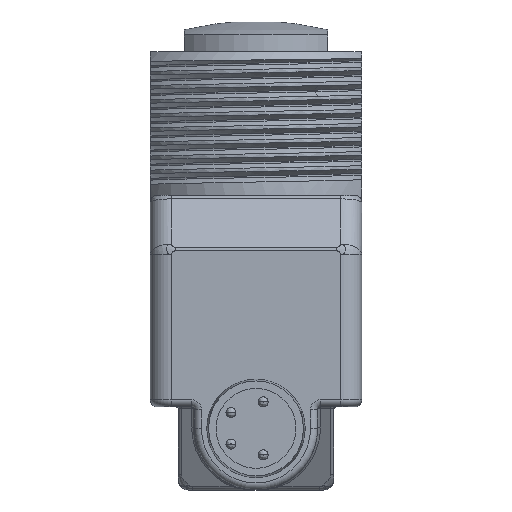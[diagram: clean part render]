
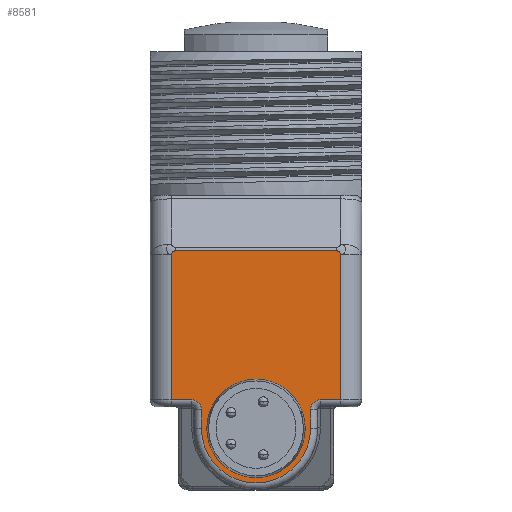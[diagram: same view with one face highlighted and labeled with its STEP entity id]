
A CAD part, front view. The second image highlights one B-rep face of the part: STEP entity #8581.
In plain terms, the highlighted planar face has unit normal (0, -1, 0).
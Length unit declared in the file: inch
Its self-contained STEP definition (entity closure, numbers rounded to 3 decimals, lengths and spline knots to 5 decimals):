
#533=DIRECTION('',(0.,0.,-1.));
#534=VECTOR('',#533,0.40544);
#535=CARTESIAN_POINT('',(-0.23622,-0.67913,
0.13772));
#536=LINE('',#535,#534);
#546=CARTESIAN_POINT('',(-0.23622,-0.67913,
0.13772));
#547=CARTESIAN_POINT('',(-0.23608,-0.67913,
0.14281));
#548=CARTESIAN_POINT('',(-0.23076,-0.67913,
0.14827));
#549=CARTESIAN_POINT('',(-0.22567,-0.67913,
0.14827));
#551=CARTESIAN_POINT('',(0.23622,-0.67913,
0.13772));
#552=CARTESIAN_POINT('',(0.23608,-0.67913,
0.14281));
#553=CARTESIAN_POINT('',(0.23076,-0.67913,
0.14827));
#554=CARTESIAN_POINT('',(0.22567,-0.67913,
0.14827));
#556=CARTESIAN_POINT('',(0.,-0.67913,-0.34764));
#557=DIRECTION('',(0.,-1.,0.));
#558=DIRECTION('',(1.,0.,0.));
#559=AXIS2_PLACEMENT_3D('',#556,#557,#558);
#561=CARTESIAN_POINT('',(0.,-0.67913,-0.34764));
#562=DIRECTION('',(0.,-1.,0.));
#563=DIRECTION('',(-1.,0.,0.));
#564=AXIS2_PLACEMENT_3D('',#561,#562,#563);
#570=DIRECTION('',(0.,0.,1.));
#571=VECTOR('',#570,0.40544);
#572=CARTESIAN_POINT('',(0.23622,-0.67913,
-0.26772));
#573=LINE('',#572,#571);
#1305=CARTESIAN_POINT('',(-0.17992,-0.67913,
-0.29528));
#1306=DIRECTION('',(0.,-1.,0.));
#1307=DIRECTION('',(1.,0.,0.));
#1308=AXIS2_PLACEMENT_3D('',#1305,#1306,#1307);
#1319=DIRECTION('',(-1.,0.,0.));
#1320=VECTOR('',#1319,0.0563);
#1321=CARTESIAN_POINT('',(-0.17992,-0.67913,
-0.26772));
#1322=LINE('',#1321,#1320);
#1360=DIRECTION('',(0.,0.,1.));
#1361=VECTOR('',#1360,0.05236);
#1362=CARTESIAN_POINT('',(-0.15236,-0.67913,
-0.34764));
#1363=LINE('',#1362,#1361);
#1378=CARTESIAN_POINT('',(0.,-0.67913,-0.34764));
#1379=DIRECTION('',(0.,1.,0.));
#1380=DIRECTION('',(1.,0.,0.));
#1381=AXIS2_PLACEMENT_3D('',#1378,#1379,#1380);
#1392=DIRECTION('',(0.,0.,-1.));
#1393=VECTOR('',#1392,0.05236);
#1394=CARTESIAN_POINT('',(0.15236,-0.67913,
-0.29528));
#1395=LINE('',#1394,#1393);
#1423=CARTESIAN_POINT('',(0.17992,-0.67913,
-0.29528));
#1424=DIRECTION('',(0.,-1.,0.));
#1425=DIRECTION('',(0.,0.,1.));
#1426=AXIS2_PLACEMENT_3D('',#1423,#1424,#1425);
#1437=DIRECTION('',(-1.,0.,0.));
#1438=VECTOR('',#1437,0.0563);
#1439=CARTESIAN_POINT('',(0.23622,-0.67913,
-0.26772));
#1440=LINE('',#1439,#1438);
#6562=DIRECTION('',(-1.,0.,0.));
#6563=VECTOR('',#6562,0.45134);
#6564=CARTESIAN_POINT('',(0.22567,-0.67913,
0.14827));
#6565=LINE('',#6564,#6563);
#7304=VERTEX_POINT('',#551);
#7305=VERTEX_POINT('',#554);
#7311=CARTESIAN_POINT('',(-0.22567,-0.67913,
0.14827));
#7312=VERTEX_POINT('',#7311);
#7313=VERTEX_POINT('',#546);
#8035=CARTESIAN_POINT('',(-0.23622,-0.67913,
-0.26772));
#8036=VERTEX_POINT('',#8035);
#8039=CARTESIAN_POINT('',(-0.17992,-0.67913,
-0.26772));
#8040=VERTEX_POINT('',#8039);
#8043=CARTESIAN_POINT('',(-0.15236,-0.67913,
-0.29528));
#8044=VERTEX_POINT('',#8043);
#8047=CARTESIAN_POINT('',(-0.15236,-0.67913,
-0.34764));
#8048=VERTEX_POINT('',#8047);
#8051=CARTESIAN_POINT('',(0.15236,-0.67913,
-0.34764));
#8052=VERTEX_POINT('',#8051);
#8055=CARTESIAN_POINT('',(0.15236,-0.67913,
-0.29528));
#8056=VERTEX_POINT('',#8055);
#8059=CARTESIAN_POINT('',(0.17992,-0.67913,
-0.26772));
#8060=VERTEX_POINT('',#8059);
#8063=CARTESIAN_POINT('',(0.23622,-0.67913,
-0.26772));
#8064=VERTEX_POINT('',#8063);
#8158=CARTESIAN_POINT('',(0.1275,-0.67913,-0.34764));
#8159=CARTESIAN_POINT('',(-0.1275,-0.67913,-0.34764));
#8160=VERTEX_POINT('',#8158);
#8161=VERTEX_POINT('',#8159);
#8545=CARTESIAN_POINT('',(-0.29528,-0.67913,0.));
#8546=DIRECTION('',(0.,-1.,0.));
#8547=DIRECTION('',(1.,0.,0.));
#8548=AXIS2_PLACEMENT_3D('',#8545,#8546,#8547);
#8549=PLANE('',#8548);
#8551=ORIENTED_EDGE('',*,*,#8550,.F.);
#8553=ORIENTED_EDGE('',*,*,#8552,.T.);
#8555=ORIENTED_EDGE('',*,*,#8554,.T.);
#8557=ORIENTED_EDGE('',*,*,#8556,.T.);
#8559=ORIENTED_EDGE('',*,*,#8558,.T.);
#8561=ORIENTED_EDGE('',*,*,#8560,.T.);
#8563=ORIENTED_EDGE('',*,*,#8562,.T.);
#8565=ORIENTED_EDGE('',*,*,#8564,.T.);
#8566=ORIENTED_EDGE('',*,*,#8535,.F.);
#8568=ORIENTED_EDGE('',*,*,#8567,.T.);
#8570=ORIENTED_EDGE('',*,*,#8569,.F.);
#8572=ORIENTED_EDGE('',*,*,#8571,.F.);
#8573=EDGE_LOOP('',(#8551,#8553,#8555,#8557,#8559,#8561,#8563,#8565,#8566,#8568,
#8570,#8572));
#8574=FACE_OUTER_BOUND('',#8573,.F.);
#8576=ORIENTED_EDGE('',*,*,#8575,.T.);
#8578=ORIENTED_EDGE('',*,*,#8577,.T.);
#8579=EDGE_LOOP('',(#8576,#8578));
#8580=FACE_BOUND('',#8579,.F.);
#8581=ADVANCED_FACE('',(#8574,#8580),#8549,.T.);
#550=B_SPLINE_CURVE_WITH_KNOTS('',3,(#546,#547,#548,#549),.UNSPECIFIED.,.F.,.F.,
(4,4),(0.,1.),.UNSPECIFIED.);
#555=B_SPLINE_CURVE_WITH_KNOTS('',3,(#551,#552,#553,#554),.UNSPECIFIED.,.F.,.F.,
(4,4),(0.,1.),.UNSPECIFIED.);
#560=CIRCLE('',#559,0.1275);
#565=CIRCLE('',#564,0.1275);
#1309=CIRCLE('',#1308,0.02756);
#1382=CIRCLE('',#1381,0.15236);
#1427=CIRCLE('',#1426,0.02756);
#8535=EDGE_CURVE('',#7313,#8036,#536,.T.);
#8550=EDGE_CURVE('',#8064,#7304,#573,.T.);
#8552=EDGE_CURVE('',#8064,#8060,#1440,.T.);
#8554=EDGE_CURVE('',#8060,#8056,#1427,.T.);
#8556=EDGE_CURVE('',#8056,#8052,#1395,.T.);
#8558=EDGE_CURVE('',#8052,#8048,#1382,.T.);
#8560=EDGE_CURVE('',#8048,#8044,#1363,.T.);
#8562=EDGE_CURVE('',#8044,#8040,#1309,.T.);
#8564=EDGE_CURVE('',#8040,#8036,#1322,.T.);
#8567=EDGE_CURVE('',#7313,#7312,#550,.T.);
#8569=EDGE_CURVE('',#7305,#7312,#6565,.T.);
#8571=EDGE_CURVE('',#7304,#7305,#555,.T.);
#8575=EDGE_CURVE('',#8160,#8161,#560,.T.);
#8577=EDGE_CURVE('',#8161,#8160,#565,.T.);
